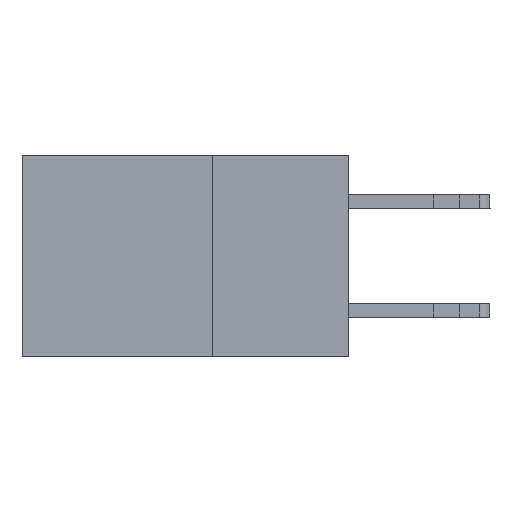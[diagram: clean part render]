
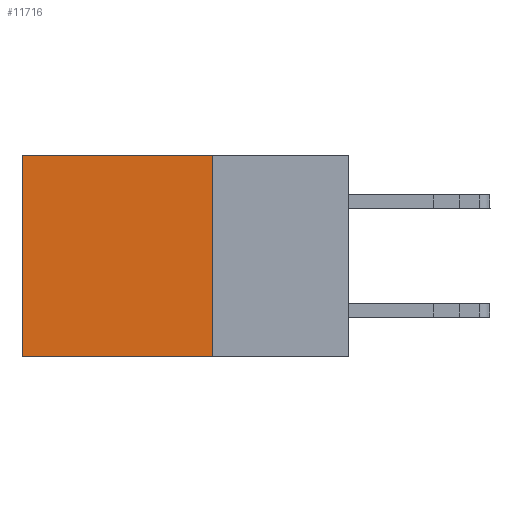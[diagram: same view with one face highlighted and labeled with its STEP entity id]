
A CAD part, left-side view. The second image highlights one B-rep face of the part: STEP entity #11716.
In plain terms, the highlighted planar face has unit normal (-1, 0, 0).
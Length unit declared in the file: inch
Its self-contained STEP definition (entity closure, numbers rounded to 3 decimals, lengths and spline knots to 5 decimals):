
#342 = CARTESIAN_POINT ( 'NONE',  ( 0.2615, 0.25, -0.37 ) ) ;
#511 = VERTEX_POINT ( 'NONE', #2479 ) ;
#735 = AXIS2_PLACEMENT_3D ( 'NONE', #3460, #8306, #3249 ) ;
#2100 = EDGE_LOOP ( 'NONE', ( #20724, #15830, #18125, #2888 ) ) ;
#2479 = CARTESIAN_POINT ( 'NONE',  ( 0.2615, 0.6, -0.37 ) ) ;
#2888 = ORIENTED_EDGE ( 'NONE', *, *, #9148, .T. ) ;
#3249 = DIRECTION ( 'NONE',  ( 0., 0., -1. ) ) ;
#3460 = CARTESIAN_POINT ( 'NONE',  ( 0.2615, 0.25, -0.37 ) ) ;
#3654 = CARTESIAN_POINT ( 'NONE',  ( 0.2615, 0.25, 0. ) ) ;
#4431 = EDGE_CURVE ( 'NONE', #18012, #511, #13202, .T. ) ;
#5010 = VECTOR ( 'NONE', #15833, 39.37008 ) ;
#5164 = CARTESIAN_POINT ( 'NONE',  ( 0.2615, 0.6, -0.37 ) ) ;
#5728 = DIRECTION ( 'NONE',  ( 0., 1., 0. ) ) ;
#7552 = VECTOR ( 'NONE', #19943, 39.37008 ) ;
#7563 = VERTEX_POINT ( 'NONE', #19393 ) ;
#7798 = LINE ( 'NONE', #16045, #5010 ) ;
#8306 = DIRECTION ( 'NONE',  ( 1., 0., 0. ) ) ;
#8411 = LINE ( 'NONE', #3654, #9116 ) ;
#9116 = VECTOR ( 'NONE', #5728, 39.37008 ) ;
#9148 = EDGE_CURVE ( 'NONE', #7563, #18012, #8411, .T. ) ;
#11495 = DIRECTION ( 'NONE',  ( 0., 0., -1. ) ) ;
#11716 = ADVANCED_FACE ( 'NONE', ( #19607 ), #16556, .F. ) ;
#13202 = LINE ( 'NONE', #5164, #13705 ) ;
#13705 = VECTOR ( 'NONE', #11495, 39.37008 ) ;
#14738 = VERTEX_POINT ( 'NONE', #20064 ) ;
#15278 = EDGE_CURVE ( 'NONE', #7563, #14738, #19838, .T. ) ;
#15830 = ORIENTED_EDGE ( 'NONE', *, *, #16851, .F. ) ;
#15833 = DIRECTION ( 'NONE',  ( 0., 1., 0. ) ) ;
#16045 = CARTESIAN_POINT ( 'NONE',  ( 0.2615, 0.25, -0.37 ) ) ;
#16556 = PLANE ( 'NONE',  #735 ) ;
#16851 = EDGE_CURVE ( 'NONE', #14738, #511, #7798, .T. ) ;
#18012 = VERTEX_POINT ( 'NONE', #18855 ) ;
#18125 = ORIENTED_EDGE ( 'NONE', *, *, #15278, .F. ) ;
#18855 = CARTESIAN_POINT ( 'NONE',  ( 0.2615, 0.6, 0. ) ) ;
#19393 = CARTESIAN_POINT ( 'NONE',  ( 0.2615, 0.25, 0. ) ) ;
#19607 = FACE_OUTER_BOUND ( 'NONE', #2100, .T. ) ;
#19838 = LINE ( 'NONE', #342, #7552 ) ;
#19943 = DIRECTION ( 'NONE',  ( 0., 0., -1. ) ) ;
#20064 = CARTESIAN_POINT ( 'NONE',  ( 0.2615, 0.25, -0.37 ) ) ;
#20724 = ORIENTED_EDGE ( 'NONE', *, *, #4431, .T. ) ;
